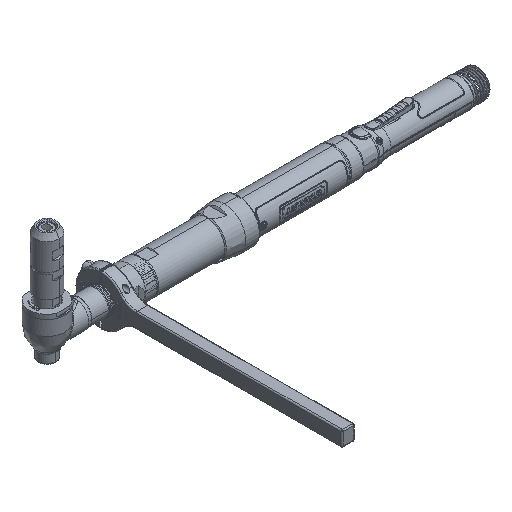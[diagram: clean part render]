
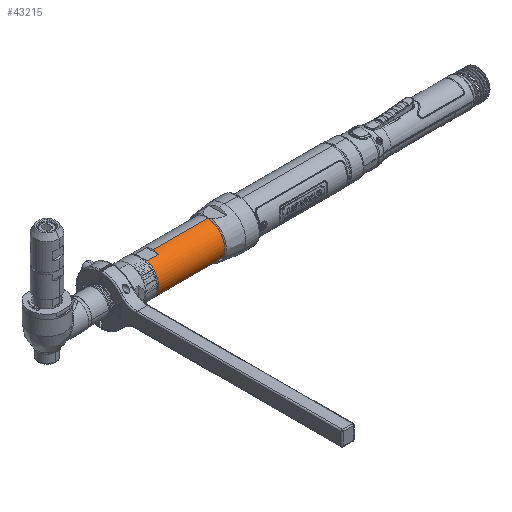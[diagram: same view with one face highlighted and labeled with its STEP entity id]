
A CAD part, isometric view. The second image highlights one B-rep face of the part: STEP entity #43215.
In plain terms, the highlighted cylindrical face has radius 21.844 mm (diameter 43.688 mm), a partial arc.
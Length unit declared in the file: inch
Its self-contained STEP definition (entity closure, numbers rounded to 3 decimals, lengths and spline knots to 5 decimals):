
#41321=CARTESIAN_POINT('',(-0.3595,0.,0.));
#41322=DIRECTION('',(1.,0.,0.));
#41323=DIRECTION('',(0.,0.,1.));
#41324=AXIS2_PLACEMENT_3D('',#41321,#41322,#41323);
#41326=DIRECTION('',(1.,0.,0.));
#41327=VECTOR('',#41326,3.32685);
#41328=CARTESIAN_POINT('',(-3.68635,0.,-0.86));
#41329=LINE('',#41328,#41327);
#41330=CARTESIAN_POINT('',(-4.2665,0.,0.));
#41331=DIRECTION('',(-1.,0.,0.));
#41332=DIRECTION('',(0.,-0.332,-0.943));
#41333=AXIS2_PLACEMENT_3D('',#41330,#41331,#41332);
#41335=DIRECTION('',(1.,0.,0.));
#41336=VECTOR('',#41335,3.32685);
#41337=CARTESIAN_POINT('',(-3.68635,0.,0.86));
#41338=LINE('',#41337,#41336);
#42452=DIRECTION('',(-1.,0.,0.));
#42453=VECTOR('',#42452,0.552);
#42454=CARTESIAN_POINT('',(-3.7145,-0.28544,0.81125));
#42455=LINE('',#42454,#42453);
#42494=CARTESIAN_POINT('',(-3.68635,0.,0.86));
#42500=CARTESIAN_POINT('',(-3.7145,-0.28544,0.81125));
#42501=CARTESIAN_POINT('',(-3.7052,-0.23966,
0.82735));
#42502=CARTESIAN_POINT('',(-3.69123,-0.14631,
0.85155));
#42503=CARTESIAN_POINT('',(-3.68635,-0.04941,0.86));
#42504=CARTESIAN_POINT('',(-3.68635,0.,0.86));
#42552=DIRECTION('',(-1.,0.,0.));
#42553=VECTOR('',#42552,0.552);
#42554=CARTESIAN_POINT('',(-3.7145,-0.28544,-0.81125));
#42555=LINE('',#42554,#42553);
#42564=CARTESIAN_POINT('',(-3.68635,0.,-0.86));
#42566=CARTESIAN_POINT('',(-3.68635,0.,-0.86));
#42567=CARTESIAN_POINT('',(-3.68635,-0.04941,-0.86));
#42568=CARTESIAN_POINT('',(-3.69123,-0.14631,
-0.85155));
#42569=CARTESIAN_POINT('',(-3.7052,-0.23966,
-0.82735));
#42570=CARTESIAN_POINT('',(-3.7145,-0.28544,-0.81125));
#42938=VERTEX_POINT('',#42494);
#42939=CARTESIAN_POINT('',(-3.7145,-0.28544,0.81125));
#42940=CARTESIAN_POINT('',(-4.2665,-0.28544,0.81125));
#42941=VERTEX_POINT('',#42939);
#42942=VERTEX_POINT('',#42940);
#42951=VERTEX_POINT('',#42564);
#42952=CARTESIAN_POINT('',(-3.7145,-0.28544,-0.81125));
#42953=CARTESIAN_POINT('',(-4.2665,-0.28544,-0.81125));
#42954=VERTEX_POINT('',#42952);
#42955=VERTEX_POINT('',#42953);
#42962=CARTESIAN_POINT('',(-0.3595,0.,-0.86));
#42963=CARTESIAN_POINT('',(-0.3595,0.,0.86));
#42964=VERTEX_POINT('',#42962);
#42965=VERTEX_POINT('',#42963);
#43194=CARTESIAN_POINT('',(0.24508,0.,0.));
#43195=DIRECTION('',(-1.,0.,0.));
#43196=DIRECTION('',(0.,0.,1.));
#43197=AXIS2_PLACEMENT_3D('',#43194,#43195,#43196);
#43198=CYLINDRICAL_SURFACE('',#43197,0.86);
#43200=ORIENTED_EDGE('',*,*,#43199,.T.);
#43201=ORIENTED_EDGE('',*,*,#43189,.F.);
#43203=ORIENTED_EDGE('',*,*,#43202,.T.);
#43205=ORIENTED_EDGE('',*,*,#43204,.T.);
#43207=ORIENTED_EDGE('',*,*,#43206,.T.);
#43209=ORIENTED_EDGE('',*,*,#43208,.F.);
#43211=ORIENTED_EDGE('',*,*,#43210,.T.);
#43212=ORIENTED_EDGE('',*,*,#43177,.T.);
#43213=EDGE_LOOP('',(#43200,#43201,#43203,#43205,#43207,#43209,#43211,#43212));
#43214=FACE_OUTER_BOUND('',#43213,.F.);
#43215=ADVANCED_FACE('',(#43214),#43198,.T.);
#41325=CIRCLE('',#41324,0.86);
#41334=CIRCLE('',#41333,0.86);
#42505=B_SPLINE_CURVE_WITH_KNOTS('',3,(#42500,#42501,#42502,#42503,#42504),
.UNSPECIFIED.,.F.,.F.,(4,1,4),(0.,0.5,1.),.UNSPECIFIED.);
#42571=B_SPLINE_CURVE_WITH_KNOTS('',3,(#42566,#42567,#42568,#42569,#42570),
.UNSPECIFIED.,.F.,.F.,(4,1,4),(0.,0.5,1.),.UNSPECIFIED.);
#43177=EDGE_CURVE('',#42938,#42965,#41338,.T.);
#43189=EDGE_CURVE('',#42951,#42964,#41329,.T.);
#43199=EDGE_CURVE('',#42965,#42964,#41325,.T.);
#43202=EDGE_CURVE('',#42951,#42954,#42571,.T.);
#43204=EDGE_CURVE('',#42954,#42955,#42555,.T.);
#43206=EDGE_CURVE('',#42955,#42942,#41334,.T.);
#43208=EDGE_CURVE('',#42941,#42942,#42455,.T.);
#43210=EDGE_CURVE('',#42941,#42938,#42505,.T.);
